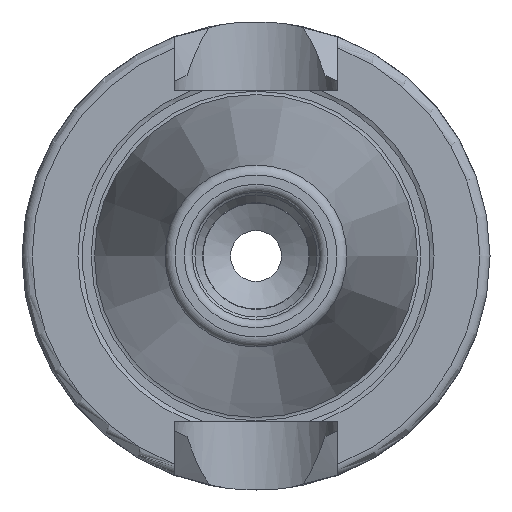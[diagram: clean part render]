
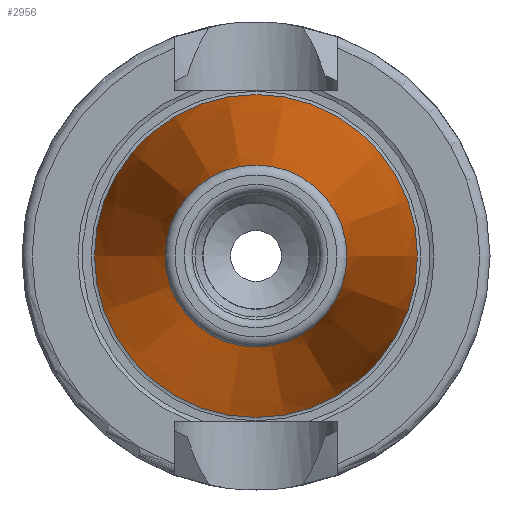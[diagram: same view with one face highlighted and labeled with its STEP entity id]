
A CAD part, left-side view. The second image highlights one B-rep face of the part: STEP entity #2956.
In plain terms, the highlighted conical face has half-angle 8.297 degrees and reference radius 12.408 mm.
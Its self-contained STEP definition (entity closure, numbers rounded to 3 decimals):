
#2922=CARTESIAN_POINT('',(-47.544,8.941,0.0));
#2923=VERTEX_POINT('',#2922);
#2924=CARTESIAN_POINT('',(-47.544,0.,0.0));
#2925=DIRECTION('',(1.0,0.0,0.0));
#2926=DIRECTION('',(0.0,1.0,0.0));
#2927=AXIS2_PLACEMENT_3D('',#2924,#2925,#2926);
#2928=CIRCLE('',#2927,8.941);
#2929=EDGE_CURVE('',#2923,#2923,#2928,.T.);
#2937=CARTESIAN_POINT('',(-23.772,0.,0.0));
#2938=DIRECTION('',(1.0,0.0,0.0));
#2939=DIRECTION('',(0.0,1.0,0.0));
#2940=AXIS2_PLACEMENT_3D('',#2937,#2938,#2939);
#2941=CONICAL_SURFACE('',#2940,12.408,8.297);
#2942=CARTESIAN_POINT('',(0.0,15.875,0.0));
#2943=VERTEX_POINT('',#2942);
#2944=CARTESIAN_POINT('',(0.0,0.,0.0));
#2945=DIRECTION('',(1.0,0.0,0.0));
#2946=DIRECTION('',(0.0,1.0,0.0));
#2947=AXIS2_PLACEMENT_3D('',#2944,#2945,#2946);
#2948=CIRCLE('',#2947,15.875);
#2949=EDGE_CURVE('',#2943,#2943,#2948,.T.);
#2950=ORIENTED_EDGE('',*,*,#2949,.F.);
#2951=EDGE_LOOP('',(#2950));
#2952=FACE_OUTER_BOUND('',#2951,.T.);
#2953=ORIENTED_EDGE('',*,*,#2929,.T.);
#2954=EDGE_LOOP('',(#2953));
#2955=FACE_BOUND('',#2954,.T.);
#2956=ADVANCED_FACE('',(#2952,#2955),#2941,.T.);
